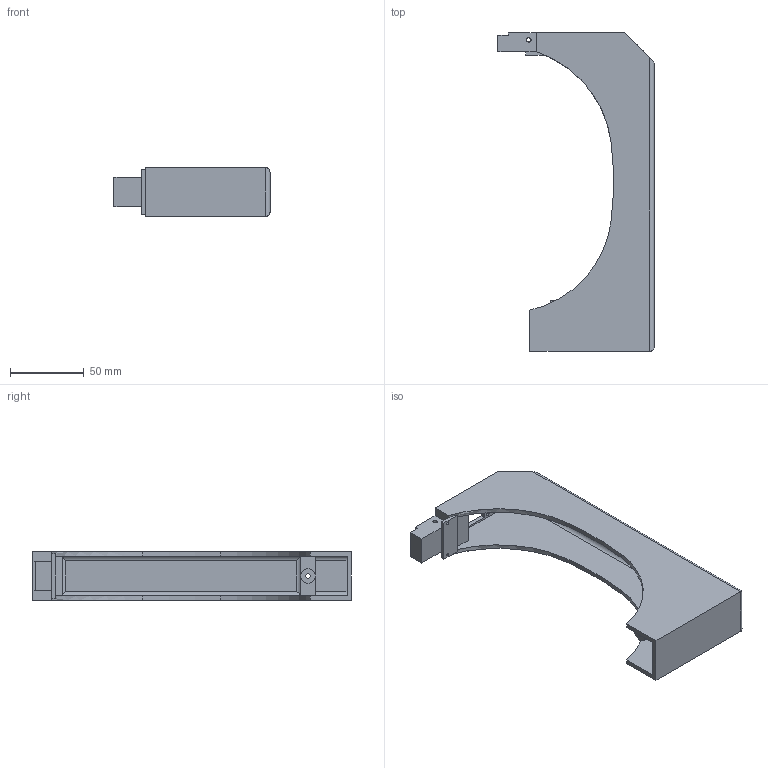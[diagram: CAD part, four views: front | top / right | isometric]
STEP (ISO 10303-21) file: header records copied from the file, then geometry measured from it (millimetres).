
FILE_DESCRIPTION (( 'STEP AP203' ), '1' );
FILE_NAME ('Ruchka_2.STEP', '2025-06-23T16:07:03', ( '' ), ( '' ), 'SwSTEP 2.0', 'SolidWorks 2023', '' );
FILE_SCHEMA (( 'CONFIG_CONTROL_DESIGN' ));
Length unit declared in the file: millimetre
Products named in the file (1): Ruchka_2
Bounding box: 106 x 216.4 x 33 mm (x, y, z)
Volume: 104675.1 mm3; surface area: 66117.6 mm2
Topology: 1 solids, 1 shells, 78 faces, 217 edges, 142 vertices
Faces by surface type: plane 40, cylinder 36, torus 2
Entity records: 2624 total; most frequent: CARTESIAN_POINT 474, ORIENTED_EDGE 434, DIRECTION 433, EDGE_CURVE 217, AXIS2_PLACEMENT_3D 149, VERTEX_POINT 142, VECTOR 135, LINE 135
